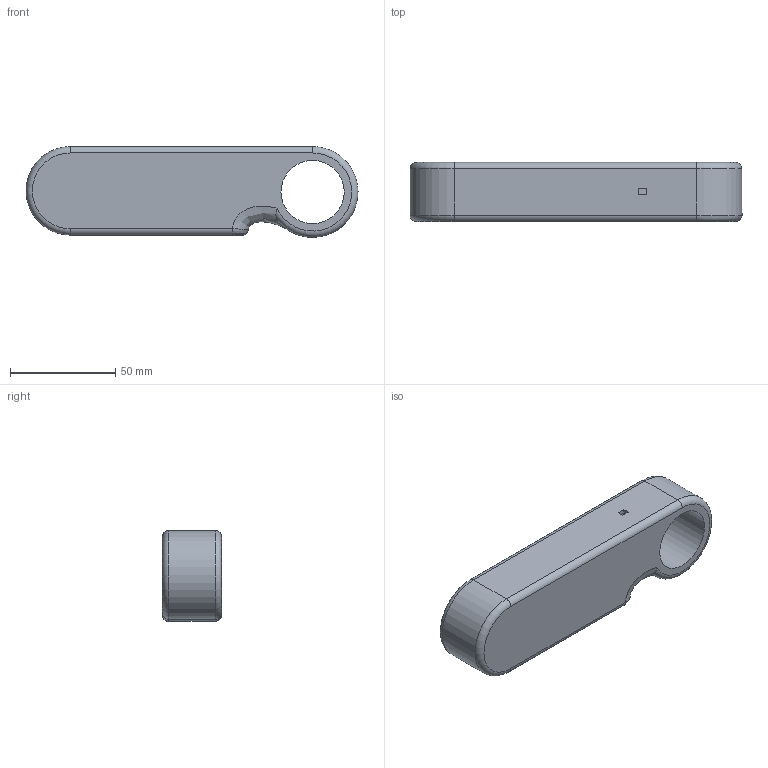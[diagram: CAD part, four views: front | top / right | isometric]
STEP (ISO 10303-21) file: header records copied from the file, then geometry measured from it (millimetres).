
FILE_DESCRIPTION(/* description */ (''),/* implementation_level */ '2;1');
FILE_NAME(/* name */ 'ScateboardRemoteV2 v5.stp',/* time_stamp */ '2025-09-12T00:19:54+02:00',/* author */ (''),/* organization */ (''),/* preprocessor_version */ 'ST-DEVELOPER v20.1',/* originating_system */ 'Autodesk Translation Framework v14.10.0.0',/* authorisation */ '');
FILE_SCHEMA (('AUTOMOTIVE_DESIGN { 1 0 10303 214 3 1 1 }'));
Length unit declared in the file: millimetre
Products named in the file (1): ScateboardRemote_V2
Bounding box: 157.55 x 28 x 43.09 mm (x, y, z)
Volume: 72312 mm3; surface area: 38185.8 mm2
Topology: 1 solids, 1 shells, 72 faces, 192 edges, 124 vertices
Faces by surface type: plane 49, cylinder 10, bspline 9, torus 4
Full cylindrical faces by diameter (mm): 30 x1
Entity records: 2747 total; most frequent: CARTESIAN_POINT 980, ORIENTED_EDGE 384, DIRECTION 324, EDGE_CURVE 192, LINE 136, VECTOR 136, VERTEX_POINT 124, AXIS2_PLACEMENT_3D 94
